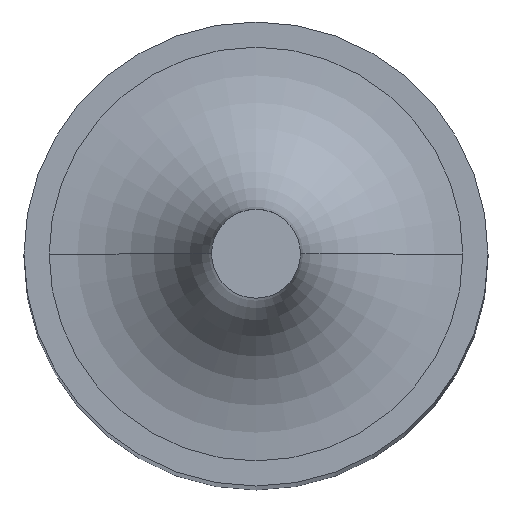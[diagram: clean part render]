
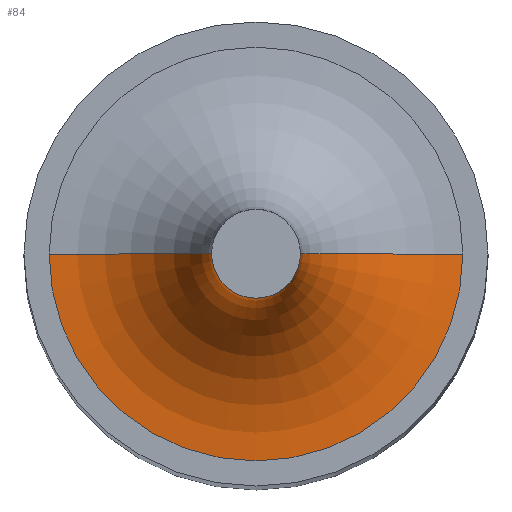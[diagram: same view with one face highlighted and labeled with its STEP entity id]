
A CAD part, top view. The second image highlights one B-rep face of the part: STEP entity #84.
In plain terms, the highlighted toroidal (fillet/blend) face has major radius 7.077 mm and minor radius 5.558 mm.
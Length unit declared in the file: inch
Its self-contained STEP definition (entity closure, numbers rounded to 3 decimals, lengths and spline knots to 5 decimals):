
#5 = DIRECTION ( 'NONE',  ( -1., 0., 0. ) ) ;
#6 = VERTEX_POINT ( 'NONE', #171 ) ;
#9 = CARTESIAN_POINT ( 'NONE',  ( 0., 0., 3.49 ) ) ;
#38 = ORIENTED_EDGE ( 'NONE', *, *, #394, .T. ) ;
#40 = CARTESIAN_POINT ( 'NONE',  ( 0.27863, 0., 3.49 ) ) ;
#47 = CARTESIAN_POINT ( 'NONE',  ( -0.27863, 0., 3.49 ) ) ;
#51 = EDGE_CURVE ( 'NONE', #6, #322, #410, .T. ) ;
#75 = ORIENTED_EDGE ( 'NONE', *, *, #406, .F. ) ;
#76 = AXIS2_PLACEMENT_3D ( 'NONE', #141, #403, #244 ) ;
#84 = ADVANCED_FACE ( 'NONE', ( #236 ), #383, .F. ) ;
#87 = DIRECTION ( 'NONE',  ( 0., 1., 0. ) ) ;
#110 = DIRECTION ( 'NONE',  ( 0., 0., -1. ) ) ;
#121 = CARTESIAN_POINT ( 'NONE',  ( -0.27863, 0., 3.2712 ) ) ;
#134 = AXIS2_PLACEMENT_3D ( 'NONE', #47, #87, #305 ) ;
#135 = EDGE_LOOP ( 'NONE', ( #268, #324, #38, #75 ) ) ;
#137 = EDGE_CURVE ( 'NONE', #6, #310, #155, .T. ) ;
#141 = CARTESIAN_POINT ( 'NONE',  ( 0., 0., 3.2712 ) ) ;
#155 = CIRCLE ( 'NONE', #314, 0.05983 ) ;
#171 = CARTESIAN_POINT ( 'NONE',  ( 0.05983, 0., 3.49 ) ) ;
#172 = DIRECTION ( 'NONE',  ( 1., 0., 0. ) ) ;
#236 = FACE_OUTER_BOUND ( 'NONE', #135, .T. ) ;
#244 = DIRECTION ( 'NONE',  ( -1., 0., 0. ) ) ;
#251 = CIRCLE ( 'NONE', #76, 0.27863 ) ;
#257 = DIRECTION ( 'NONE',  ( 0., 0., 1. ) ) ;
#263 = AXIS2_PLACEMENT_3D ( 'NONE', #40, #318, #172 ) ;
#268 = ORIENTED_EDGE ( 'NONE', *, *, #51, .F. ) ;
#300 = CARTESIAN_POINT ( 'NONE',  ( 0.27863, 0., 3.2712 ) ) ;
#302 = CARTESIAN_POINT ( 'NONE',  ( -0.05983, 0., 3.49 ) ) ;
#305 = DIRECTION ( 'NONE',  ( 0., 0., 1. ) ) ;
#310 = VERTEX_POINT ( 'NONE', #302 ) ;
#314 = AXIS2_PLACEMENT_3D ( 'NONE', #9, #110, #354 ) ;
#318 = DIRECTION ( 'NONE',  ( 0., -1., 0. ) ) ;
#322 = VERTEX_POINT ( 'NONE', #300 ) ;
#324 = ORIENTED_EDGE ( 'NONE', *, *, #137, .T. ) ;
#354 = DIRECTION ( 'NONE',  ( -1., 0., 0. ) ) ;
#364 = CARTESIAN_POINT ( 'NONE',  ( 0., 0., 3.49 ) ) ;
#378 = CIRCLE ( 'NONE', #134, 0.2188 ) ;
#382 = VERTEX_POINT ( 'NONE', #121 ) ;
#383 = TOROIDAL_SURFACE ( 'NONE', #405, 0.27863, 0.2188 ) ;
#394 = EDGE_CURVE ( 'NONE', #310, #382, #378, .T. ) ;
#403 = DIRECTION ( 'NONE',  ( 0., 0., -1. ) ) ;
#405 = AXIS2_PLACEMENT_3D ( 'NONE', #364, #257, #5 ) ;
#406 = EDGE_CURVE ( 'NONE', #322, #382, #251, .T. ) ;
#410 = CIRCLE ( 'NONE', #263, 0.2188 ) ;
